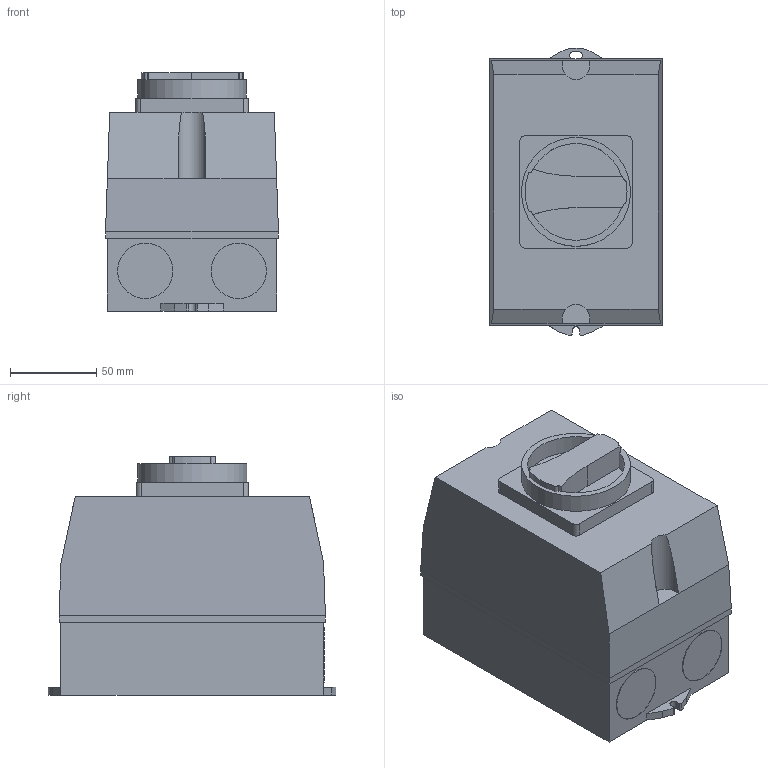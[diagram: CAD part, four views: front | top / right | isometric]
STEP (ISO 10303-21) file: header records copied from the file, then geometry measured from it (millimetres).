
FILE_DESCRIPTION(/* description */ (''),/* implementation_level */ '2;1');
FILE_NAME(/* name */ '3d_SM1Z1715R-SM1Z1715R.stp',/* time_stamp */ '2016-09-29T08:33:45+02:00',/* author */ ('Andrzej'),/* organization */ (''),/* preprocessor_version */ 'ST-DEVELOPER v15.5',/* originating_system */ 'AutoCAD Mechanical',/* authorisation */ '');
FILE_SCHEMA (('AUTOMOTIVE_DESIGN { 1 0 10303 214 3 1 1 }'));
Length unit declared in the file: millimetre
Products named in the file (1): Product
Bounding box: 100 x 166.36 x 137.8 mm (x, y, z)
Volume: 1736608 mm3; surface area: 107356.7 mm2
Topology: 4 solids, 4 shells, 83 faces, 267 edges, 253 vertices
Faces by surface type: plane 54, cylinder 29
Full cylindrical faces by diameter (mm): 32 x4, 56 x1, 63 x1
Entity records: 2899 total; most frequent: CARTESIAN_POINT 599, DIRECTION 506, ORIENTED_EDGE 396, EDGE_CURVE 198, LINE 180, VECTOR 180, AXIS2_PLACEMENT_3D 163, VERTEX_POINT 134
